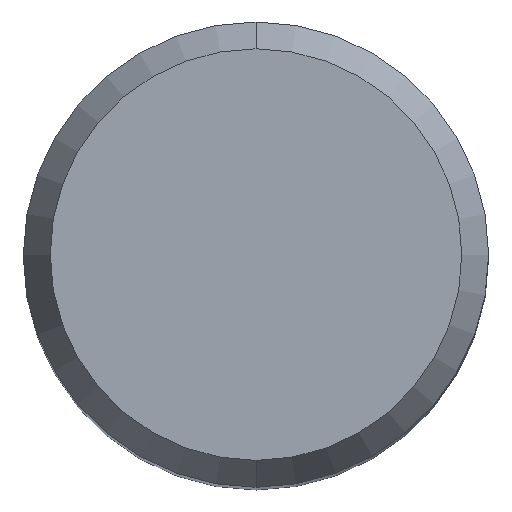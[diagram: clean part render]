
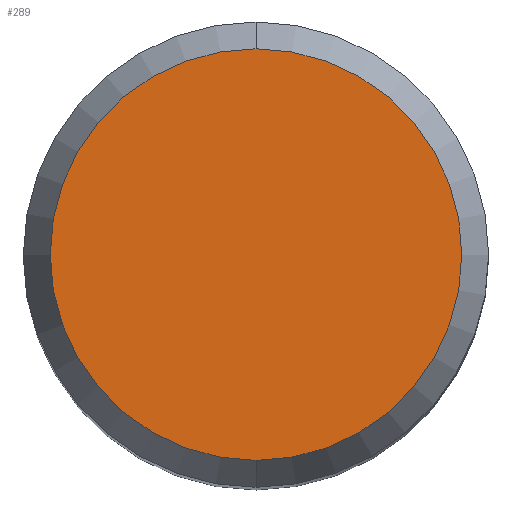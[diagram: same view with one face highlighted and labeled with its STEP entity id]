
A CAD part, top view. The second image highlights one B-rep face of the part: STEP entity #289.
In plain terms, the highlighted planar face has unit normal (0, 0, 1).
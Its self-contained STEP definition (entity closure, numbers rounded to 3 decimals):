
#273=VERTEX_POINT('',#577);
#289=ADVANCED_FACE('',(#595),#596,.T.);
#305=EDGE_CURVE('',#345,#273,#613,.T.);
#345=VERTEX_POINT('',#656);
#403=EDGE_CURVE('',#273,#345,#719,.T.);
#577=CARTESIAN_POINT('',(0.,-3.538,0.));
#595=FACE_OUTER_BOUND('',#1037,.T.);
#596=PLANE('',#1038);
#613=CIRCLE('',#1077,3.538);
#656=CARTESIAN_POINT('',(0.0,3.538,0.));
#719=CIRCLE('',#1307,3.538);
#1037=EDGE_LOOP('',(#1560,#1561));
#1038=AXIS2_PLACEMENT_3D('',#1562,#1563,#1564);
#1077=AXIS2_PLACEMENT_3D('',#1579,#1580,#1581);
#1307=AXIS2_PLACEMENT_3D('',#1688,#1689,#1690);
#1560=ORIENTED_EDGE('',*,*,#305,.F.);
#1561=ORIENTED_EDGE('',*,*,#403,.F.);
#1562=CARTESIAN_POINT('',(0.0,1.769,0.));
#1563=DIRECTION('',(-0.0,0.0,1.0));
#1564=DIRECTION('',(0.0,-1.0,0.0));
#1579=CARTESIAN_POINT('',(0.0,0.0,0.));
#1580=DIRECTION('',(0.0,0.0,-1.0));
#1581=DIRECTION('',(0.0,1.0,0.0));
#1688=CARTESIAN_POINT('',(0.0,0.0,0.));
#1689=DIRECTION('',(0.0,0.0,-1.0));
#1690=DIRECTION('',(0.0,1.0,0.0));
